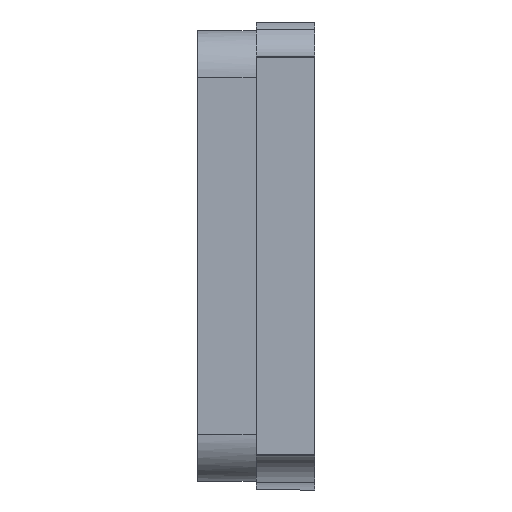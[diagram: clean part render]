
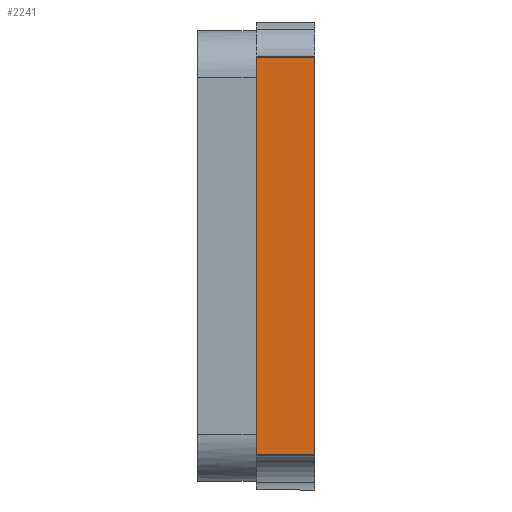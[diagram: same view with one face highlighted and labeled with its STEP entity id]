
A CAD part, left-side view. The second image highlights one B-rep face of the part: STEP entity #2241.
In plain terms, the highlighted planar face has unit normal (-1, 0, 0).
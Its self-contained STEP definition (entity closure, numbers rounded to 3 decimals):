
#1865 = EDGE_CURVE ( 'NONE', #2927, #2848, #5038, .T. ) ;
#1868 = EDGE_CURVE ( 'NONE', #2848, #2980, #5043, .T. ) ;
#2241 = ADVANCED_FACE ( 'NONE', ( #5216 ), #8206, .F. ) ;
#2848 = VERTEX_POINT ( 'NONE', #8446 ) ;
#2876 = VERTEX_POINT ( 'NONE', #8889 ) ;
#2927 = VERTEX_POINT ( 'NONE', #8471 ) ;
#2980 = VERTEX_POINT ( 'NONE', #8772 ) ;
#3094 = AXIS2_PLACEMENT_3D ( 'NONE', #8323, #8321, #8197 ) ;
#3672 = EDGE_LOOP ( 'NONE', ( #9359, #9341, #9344, #9333 ) ) ;
#4423 = EDGE_CURVE ( 'NONE', #2980, #2876, #8134, .T. ) ;
#4444 = EDGE_CURVE ( 'NONE', #2876, #2927, #8166, .T. ) ;
#4472 = CARTESIAN_POINT ( 'NONE',  ( -1.25, 10., -0.85 ) ) ;
#4474 = DIRECTION ( 'NONE',  ( 0., 0., -1. ) ) ;
#4536 = DIRECTION ( 'NONE',  ( 0., -1., 0. ) ) ;
#4556 = CARTESIAN_POINT ( 'NONE',  ( -1.25, 0.25, 1. ) ) ;
#5038 = LINE ( 'NONE', #4556, #5040 ) ;
#5040 = VECTOR ( 'NONE', #4474, 1000. ) ;
#5043 = LINE ( 'NONE', #4472, #5046 ) ;
#5046 = VECTOR ( 'NONE', #4536, 1000. ) ;
#5216 = FACE_OUTER_BOUND ( 'NONE', #3672, .T. ) ;
#8134 = LINE ( 'NONE', #8805, #8136 ) ;
#8136 = VECTOR ( 'NONE', #8802, 1000. ) ;
#8166 = LINE ( 'NONE', #8399, #8177 ) ;
#8177 = VECTOR ( 'NONE', #8391, 1000. ) ;
#8197 = DIRECTION ( 'NONE',  ( 0., 0., -1. ) ) ;
#8206 = PLANE ( 'NONE',  #3094 ) ;
#8321 = DIRECTION ( 'NONE',  ( 1., 0., 0. ) ) ;
#8323 = CARTESIAN_POINT ( 'NONE',  ( -1.25, 0.5, -1. ) ) ;
#8391 = DIRECTION ( 'NONE',  ( 0., 1., 0. ) ) ;
#8399 = CARTESIAN_POINT ( 'NONE',  ( -1.25, 10., 0.85 ) ) ;
#8446 = CARTESIAN_POINT ( 'NONE',  ( -1.25, 0.25, -0.85 ) ) ;
#8471 = CARTESIAN_POINT ( 'NONE',  ( -1.25, 0.25, 0.85 ) ) ;
#8772 = CARTESIAN_POINT ( 'NONE',  ( -1.25, 0., -0.85 ) ) ;
#8802 = DIRECTION ( 'NONE',  ( 0., 0., 1. ) ) ;
#8805 = CARTESIAN_POINT ( 'NONE',  ( -1.25, 0., -1. ) ) ;
#8889 = CARTESIAN_POINT ( 'NONE',  ( -1.25, 0., 0.85 ) ) ;
#9333 = ORIENTED_EDGE ( 'NONE', *, *, #4444, .T. ) ;
#9341 = ORIENTED_EDGE ( 'NONE', *, *, #1868, .T. ) ;
#9344 = ORIENTED_EDGE ( 'NONE', *, *, #4423, .T. ) ;
#9359 = ORIENTED_EDGE ( 'NONE', *, *, #1865, .T. ) ;
